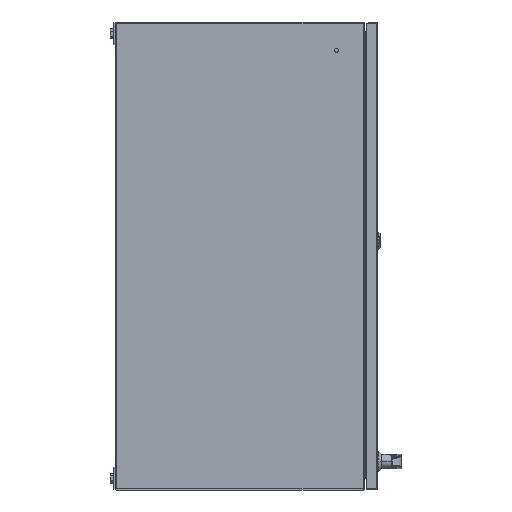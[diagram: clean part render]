
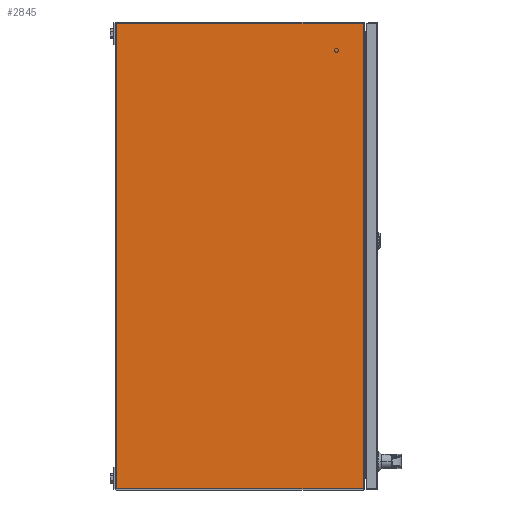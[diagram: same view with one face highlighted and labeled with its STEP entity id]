
A CAD part, front view. The second image highlights one B-rep face of the part: STEP entity #2845.
In plain terms, the highlighted face is planar.
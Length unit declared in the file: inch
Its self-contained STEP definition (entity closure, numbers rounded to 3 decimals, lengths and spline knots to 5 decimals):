
#2845 = ADVANCED_FACE ( 'NONE', ( #13694 ), #45261, .F. ) ;
#9005 = ORIENTED_EDGE ( 'NONE', *, *, #48389, .F. ) ;
#13694 = FACE_OUTER_BOUND ( 'NONE', #149495, .T. ) ;
#14180 = EDGE_CURVE ( 'NONE', #121141, #118037, #77451, .T. ) ;
#15737 = ORIENTED_EDGE ( 'NONE', *, *, #170759, .F. ) ;
#25907 = CARTESIAN_POINT ( 'NONE',  ( 14.928, 0., -35.99989 ) ) ;
#32599 = ORIENTED_EDGE ( 'NONE', *, *, #123357, .F. ) ;
#32699 = DIRECTION ( 'NONE',  ( 0., 0., 1. ) ) ;
#33617 = DIRECTION ( 'NONE',  ( 0., -1., 0. ) ) ;
#43264 = VECTOR ( 'NONE', #176310, 39.37008 ) ;
#45261 = PLANE ( 'NONE',  #149186 ) ;
#48389 = EDGE_CURVE ( 'NONE', #120379, #151905, #170882, .T. ) ;
#53455 = VECTOR ( 'NONE', #139403, 39.37008 ) ;
#60522 = CARTESIAN_POINT ( 'NONE',  ( -14.928, 0., -35.99989 ) ) ;
#66024 = CARTESIAN_POINT ( 'NONE',  ( -14.928, -15.892, -35.99989 ) ) ;
#77451 = LINE ( 'NONE', #25907, #43264 ) ;
#82392 = DIRECTION ( 'NONE',  ( 1., 0., 0. ) ) ;
#95346 = ORIENTED_EDGE ( 'NONE', *, *, #14180, .F. ) ;
#101394 = VECTOR ( 'NONE', #82392, 39.37008 ) ;
#109890 = LINE ( 'NONE', #175135, #101394 ) ;
#114788 = CARTESIAN_POINT ( 'NONE',  ( 14.928, -0.072, -35.99989 ) ) ;
#118037 = VERTEX_POINT ( 'NONE', #114788 ) ;
#120379 = VERTEX_POINT ( 'NONE', #172507 ) ;
#121141 = VERTEX_POINT ( 'NONE', #170396 ) ;
#123357 = EDGE_CURVE ( 'NONE', #118037, #120379, #149066, .T. ) ;
#126352 = CARTESIAN_POINT ( 'NONE',  ( -15., -0.072, -35.99989 ) ) ;
#139201 = CARTESIAN_POINT ( 'NONE',  ( -15., 0., -35.99989 ) ) ;
#139403 = DIRECTION ( 'NONE',  ( -1., 0., 0. ) ) ;
#149066 = LINE ( 'NONE', #126352, #53455 ) ;
#149186 = AXIS2_PLACEMENT_3D ( 'NONE', #139201, #32699, #166515 ) ;
#149495 = EDGE_LOOP ( 'NONE', ( #32599, #95346, #15737, #9005 ) ) ;
#151905 = VERTEX_POINT ( 'NONE', #66024 ) ;
#166515 = DIRECTION ( 'NONE',  ( 0., -1., 0. ) ) ;
#170396 = CARTESIAN_POINT ( 'NONE',  ( 14.928, -15.892, -35.99989 ) ) ;
#170759 = EDGE_CURVE ( 'NONE', #151905, #121141, #109890, .T. ) ;
#170882 = LINE ( 'NONE', #60522, #173120 ) ;
#172507 = CARTESIAN_POINT ( 'NONE',  ( -14.928, -0.072, -35.99989 ) ) ;
#173120 = VECTOR ( 'NONE', #33617, 39.37008 ) ;
#175135 = CARTESIAN_POINT ( 'NONE',  ( -15., -15.892, -35.99989 ) ) ;
#176310 = DIRECTION ( 'NONE',  ( 0., 1., 0. ) ) ;
